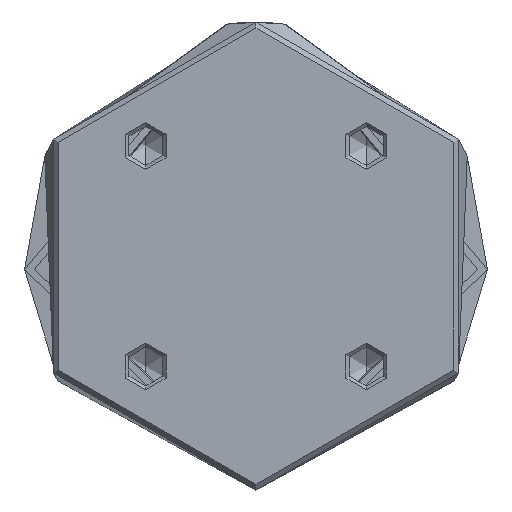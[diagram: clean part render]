
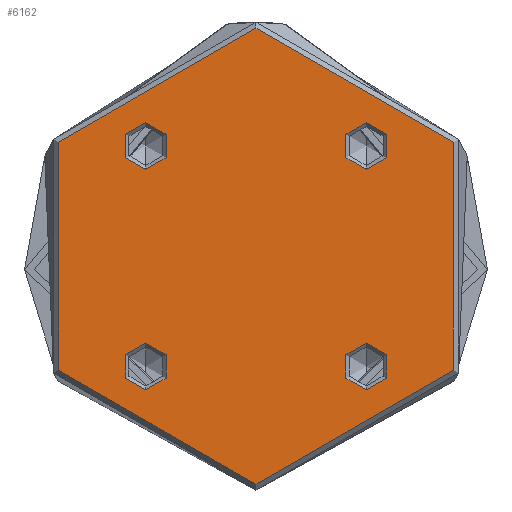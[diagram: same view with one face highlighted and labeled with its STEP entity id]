
A CAD part, front view. The second image highlights one B-rep face of the part: STEP entity #6162.
In plain terms, the highlighted face is planar.
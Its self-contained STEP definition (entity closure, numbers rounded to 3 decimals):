
#152 = DIRECTION ( 'NONE',  ( 0., 0., -1. ) ) ;
#195 = ORIENTED_EDGE ( 'NONE', *, *, #3017, .T. ) ;
#273 = EDGE_CURVE ( 'NONE', #7235, #7071, #5511, .T. ) ;
#317 = ORIENTED_EDGE ( 'NONE', *, *, #273, .T. ) ;
#451 = EDGE_CURVE ( 'NONE', #6187, #3730, #4465, .T. ) ;
#519 = EDGE_LOOP ( 'NONE', ( #5092, #4279 ) ) ;
#528 = AXIS2_PLACEMENT_3D ( 'NONE', #7470, #3818, #8065 ) ;
#552 = DIRECTION ( 'NONE',  ( 1., 0., 0. ) ) ;
#592 = CARTESIAN_POINT ( 'NONE',  ( -22.284, -28.284, 0. ) ) ;
#704 = EDGE_LOOP ( 'NONE', ( #4210, #5567 ) ) ;
#711 = DIRECTION ( 'NONE',  ( -1., 0., 0. ) ) ;
#816 = CIRCLE ( 'NONE', #3966, 6. ) ;
#949 = CARTESIAN_POINT ( 'NONE',  ( -34.284, -28.284, 0. ) ) ;
#1323 = PLANE ( 'NONE',  #4271 ) ;
#1353 = AXIS2_PLACEMENT_3D ( 'NONE', #1540, #1560, #1603 ) ;
#1389 = EDGE_LOOP ( 'NONE', ( #1801, #3773 ) ) ;
#1540 = CARTESIAN_POINT ( 'NONE',  ( 28.284, 28.284, 0. ) ) ;
#1560 = DIRECTION ( 'NONE',  ( 0., 0., 1. ) ) ;
#1603 = DIRECTION ( 'NONE',  ( 1., 0., 0. ) ) ;
#1642 = CARTESIAN_POINT ( 'NONE',  ( 34.284, -28.284, 0. ) ) ;
#1663 = FACE_OUTER_BOUND ( 'NONE', #6771, .T. ) ;
#1801 = ORIENTED_EDGE ( 'NONE', *, *, #3625, .T. ) ;
#1849 = FACE_BOUND ( 'NONE', #5518, .T. ) ;
#2011 = CIRCLE ( 'NONE', #528, 58.5 ) ;
#2327 = VERTEX_POINT ( 'NONE', #2814 ) ;
#2670 = DIRECTION ( 'NONE',  ( -1., 0., 0. ) ) ;
#2687 = AXIS2_PLACEMENT_3D ( 'NONE', #3978, #152, #4591 ) ;
#2697 = DIRECTION ( 'NONE',  ( 0., 0., 1. ) ) ;
#2727 = CIRCLE ( 'NONE', #4087, 6. ) ;
#2814 = CARTESIAN_POINT ( 'NONE',  ( -34.284, 28.284, 0. ) ) ;
#2916 = VERTEX_POINT ( 'NONE', #949 ) ;
#2967 = EDGE_CURVE ( 'NONE', #4316, #2916, #3939, .T. ) ;
#3017 = EDGE_CURVE ( 'NONE', #7905, #5182, #6806, .T. ) ;
#3081 = ORIENTED_EDGE ( 'NONE', *, *, #6833, .T. ) ;
#3276 = CARTESIAN_POINT ( 'NONE',  ( 0., 0., 0. ) ) ;
#3388 = FACE_BOUND ( 'NONE', #704, .T. ) ;
#3428 = DIRECTION ( 'NONE',  ( 0., 0., 1. ) ) ;
#3450 = EDGE_CURVE ( 'NONE', #6063, #2327, #2727, .T. ) ;
#3547 = DIRECTION ( 'NONE',  ( -1., 0., 0. ) ) ;
#3611 = EDGE_CURVE ( 'NONE', #2916, #4316, #816, .T. ) ;
#3625 = EDGE_CURVE ( 'NONE', #2327, #6063, #5431, .T. ) ;
#3683 = ORIENTED_EDGE ( 'NONE', *, *, #7369, .T. ) ;
#3688 = AXIS2_PLACEMENT_3D ( 'NONE', #6199, #6169, #4712 ) ;
#3730 = VERTEX_POINT ( 'NONE', #5194 ) ;
#3773 = ORIENTED_EDGE ( 'NONE', *, *, #3450, .T. ) ;
#3818 = DIRECTION ( 'NONE',  ( 0., 0., 1. ) ) ;
#3838 = CIRCLE ( 'NONE', #2687, 6. ) ;
#3939 = CIRCLE ( 'NONE', #5932, 6. ) ;
#3966 = AXIS2_PLACEMENT_3D ( 'NONE', #6562, #2697, #2670 ) ;
#3978 = CARTESIAN_POINT ( 'NONE',  ( 28.284, -28.284, 0. ) ) ;
#4025 = DIRECTION ( 'NONE',  ( 0., 0., 1. ) ) ;
#4051 = CARTESIAN_POINT ( 'NONE',  ( -28.284, -28.284, 0. ) ) ;
#4087 = AXIS2_PLACEMENT_3D ( 'NONE', #8023, #7994, #7941 ) ;
#4210 = ORIENTED_EDGE ( 'NONE', *, *, #451, .F. ) ;
#4271 = AXIS2_PLACEMENT_3D ( 'NONE', #3276, #4513, #711 ) ;
#4279 = ORIENTED_EDGE ( 'NONE', *, *, #2967, .F. ) ;
#4316 = VERTEX_POINT ( 'NONE', #592 ) ;
#4465 = CIRCLE ( 'NONE', #1353, 6. ) ;
#4492 = CARTESIAN_POINT ( 'NONE',  ( 28.284, -28.284, 0. ) ) ;
#4513 = DIRECTION ( 'NONE',  ( 0., 0., -1. ) ) ;
#4515 = DIRECTION ( 'NONE',  ( 0., 0., -1. ) ) ;
#4591 = DIRECTION ( 'NONE',  ( 1., 0., 0. ) ) ;
#4616 = CARTESIAN_POINT ( 'NONE',  ( 58.5, 0., 0. ) ) ;
#4687 = DIRECTION ( 'NONE',  ( 1., 0., 0. ) ) ;
#4704 = AXIS2_PLACEMENT_3D ( 'NONE', #4492, #4515, #552 ) ;
#4709 = DIRECTION ( 'NONE',  ( 0., 0., 1. ) ) ;
#4712 = DIRECTION ( 'NONE',  ( -1., 0., 0. ) ) ;
#4738 = CARTESIAN_POINT ( 'NONE',  ( 0., 0., 0. ) ) ;
#5015 = FACE_BOUND ( 'NONE', #1389, .T. ) ;
#5092 = ORIENTED_EDGE ( 'NONE', *, *, #3611, .F. ) ;
#5182 = VERTEX_POINT ( 'NONE', #4616 ) ;
#5194 = CARTESIAN_POINT ( 'NONE',  ( 22.284, 28.284, 0. ) ) ;
#5431 = CIRCLE ( 'NONE', #3688, 6. ) ;
#5511 = CIRCLE ( 'NONE', #4704, 6. ) ;
#5518 = EDGE_LOOP ( 'NONE', ( #3683, #317 ) ) ;
#5567 = ORIENTED_EDGE ( 'NONE', *, *, #5844, .F. ) ;
#5601 = AXIS2_PLACEMENT_3D ( 'NONE', #4738, #4709, #4687 ) ;
#5723 = CARTESIAN_POINT ( 'NONE',  ( 34.284, 28.284, 0. ) ) ;
#5759 = CARTESIAN_POINT ( 'NONE',  ( -58.5, 0., 0. ) ) ;
#5809 = AXIS2_PLACEMENT_3D ( 'NONE', #7091, #3428, #7681 ) ;
#5844 = EDGE_CURVE ( 'NONE', #3730, #6187, #7124, .T. ) ;
#5932 = AXIS2_PLACEMENT_3D ( 'NONE', #4051, #4025, #3547 ) ;
#6063 = VERTEX_POINT ( 'NONE', #6256 ) ;
#6162 = ADVANCED_FACE ( 'NONE', ( #6642, #5015, #1849, #3388, #1663 ), #1323, .F. ) ;
#6169 = DIRECTION ( 'NONE',  ( 0., 0., -1. ) ) ;
#6187 = VERTEX_POINT ( 'NONE', #5723 ) ;
#6199 = CARTESIAN_POINT ( 'NONE',  ( -28.284, 28.284, 0. ) ) ;
#6256 = CARTESIAN_POINT ( 'NONE',  ( -22.284, 28.284, 0. ) ) ;
#6562 = CARTESIAN_POINT ( 'NONE',  ( -28.284, -28.284, 0. ) ) ;
#6642 = FACE_BOUND ( 'NONE', #519, .T. ) ;
#6771 = EDGE_LOOP ( 'NONE', ( #195, #3081 ) ) ;
#6806 = CIRCLE ( 'NONE', #5601, 58.5 ) ;
#6833 = EDGE_CURVE ( 'NONE', #5182, #7905, #2011, .T. ) ;
#7071 = VERTEX_POINT ( 'NONE', #1642 ) ;
#7091 = CARTESIAN_POINT ( 'NONE',  ( 28.284, 28.284, 0. ) ) ;
#7124 = CIRCLE ( 'NONE', #5809, 6. ) ;
#7235 = VERTEX_POINT ( 'NONE', #7553 ) ;
#7369 = EDGE_CURVE ( 'NONE', #7071, #7235, #3838, .T. ) ;
#7470 = CARTESIAN_POINT ( 'NONE',  ( 0., 0., 0. ) ) ;
#7553 = CARTESIAN_POINT ( 'NONE',  ( 22.284, -28.284, 0. ) ) ;
#7681 = DIRECTION ( 'NONE',  ( 1., 0., 0. ) ) ;
#7905 = VERTEX_POINT ( 'NONE', #5759 ) ;
#7941 = DIRECTION ( 'NONE',  ( -1., 0., 0. ) ) ;
#7994 = DIRECTION ( 'NONE',  ( 0., 0., -1. ) ) ;
#8023 = CARTESIAN_POINT ( 'NONE',  ( -28.284, 28.284, 0. ) ) ;
#8065 = DIRECTION ( 'NONE',  ( 1., 0., 0. ) ) ;
